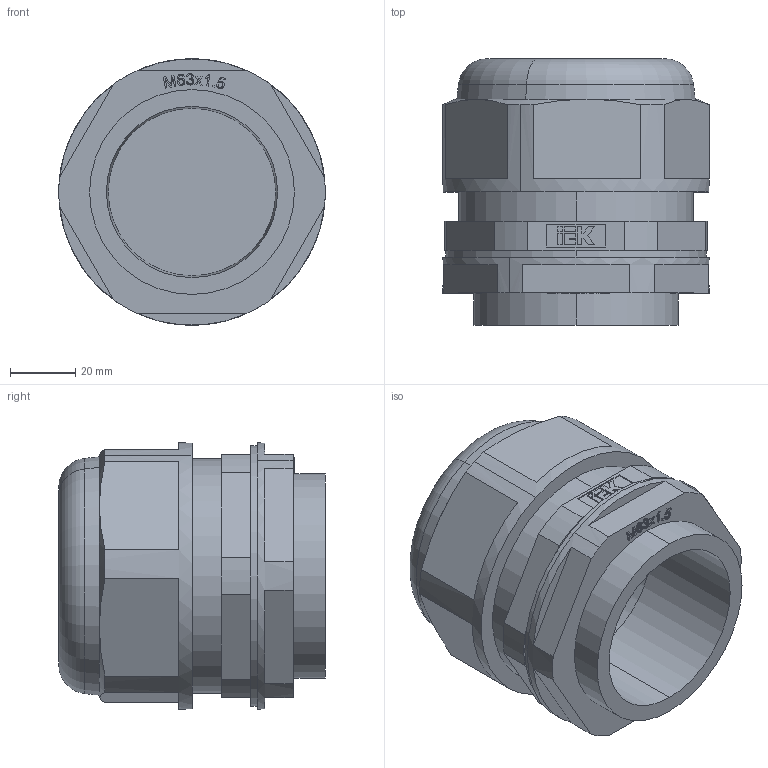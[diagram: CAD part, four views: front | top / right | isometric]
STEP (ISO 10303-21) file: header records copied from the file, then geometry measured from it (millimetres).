
FILE_DESCRIPTION (( 'STEP AP214' ), '1' );
FILE_NAME ('YSA10-52-63-68-K02 Ñàëüíèê MG 63 äèàìåòð ïðîâîäíèêà 44-54ìì IP68 ÈÝÊ.STEP', '2016-11-10T09:39:14', ( '' ), ( '' ), 'SwSTEP 2.0', 'SolidWorks 2014', '' );
FILE_SCHEMA (( 'AUTOMOTIVE_DESIGN' ));
Length unit declared in the file: millimetre
Products named in the file (1): YSA10-52-63-68-K02 Ñàëüíèê MG 63 äèàìåòð ïðîâîäíèêà 44-54ìì  IP68 ÈÝÊ
Bounding box: 82 x 82 x 82 mm (x, y, z)
Volume: 160924.6 mm3; surface area: 93528.7 mm2
Topology: 5 solids, 5 shells, 385 faces, 1027 edges, 679 vertices
Faces by surface type: plane 233, bspline 80, cylinder 32, cone 30, torus 10
Entity records: 20581 total; most frequent: CARTESIAN_POINT 7250, ORIENTED_EDGE 2054, DIRECTION 1556, EDGE_CURVE 1027, VERTEX_POINT 679, LINE 550, VECTOR 550, AXIS2_PLACEMENT_3D 503
